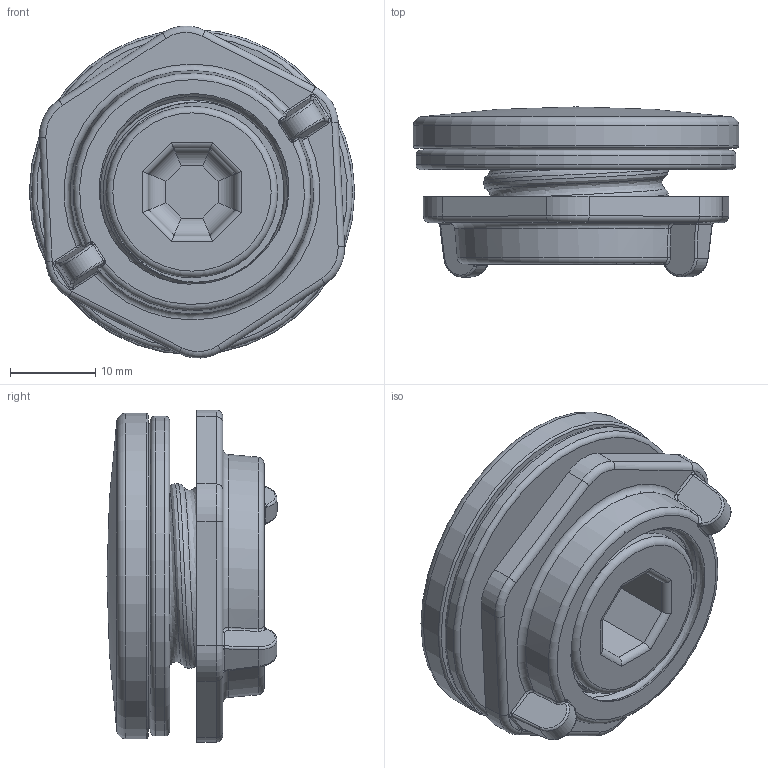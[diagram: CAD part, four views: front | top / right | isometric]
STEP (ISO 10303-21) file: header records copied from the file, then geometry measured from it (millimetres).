
FILE_DESCRIPTION (( 'STEP AP214' ), '1' );
FILE_NAME ('HPSERIES2.STEP', '2018-10-25T18:21:01', ( '' ), ( '' ), 'SwSTEP 2.0', 'SolidWorks 2018', '' );
FILE_SCHEMA (( 'AUTOMOTIVE_DESIGN' ));
Length unit declared in the file: inch
Products named in the file (1): HPSERIES2
Bounding box: 38.1 x 19.91 x 38.88 mm (x, y, z)
Volume: 13104.8 mm3; surface area: 8589.9 mm2
Topology: 3 solids, 3 shells, 151 faces, 358 edges, 209 vertices
Faces by surface type: bspline 50, cylinder 49, plane 32, torus 17, cone 2, sphere 1
Full cylindrical faces by diameter (mm): 20.066 x1, 22.606 x1, 37.592 x1, 38.1 x1
Entity records: 9445 total; most frequent: CARTESIAN_POINT 4543, ORIENTED_EDGE 672, DIRECTION 437, EDGE_CURVE 336, VERTEX_POINT 207, EDGE_LOOP 171, AXIS2_PLACEMENT_3D 170, FACE_OUTER_BOUND 162
